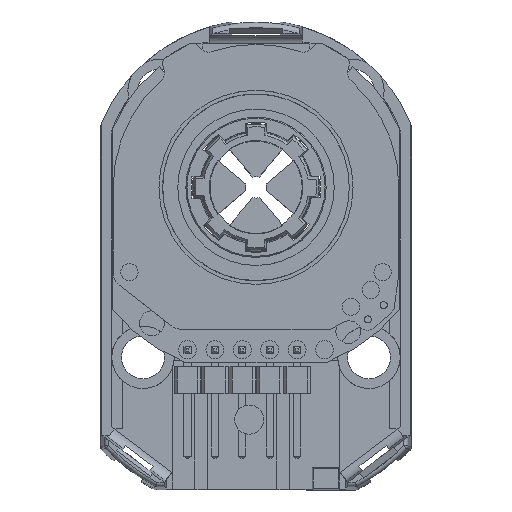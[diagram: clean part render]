
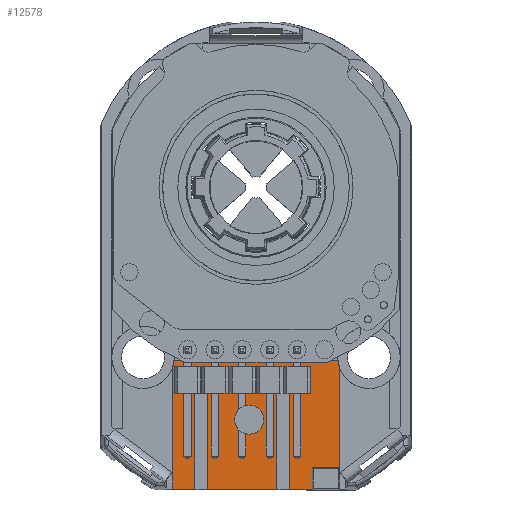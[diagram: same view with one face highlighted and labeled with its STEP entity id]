
A CAD part, top view. The second image highlights one B-rep face of the part: STEP entity #12578.
In plain terms, the highlighted face is planar.
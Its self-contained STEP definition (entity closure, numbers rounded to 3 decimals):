
#944 = ORIENTED_EDGE ( 'NONE', *, *, #16728, .F. ) ;
#1167 = EDGE_CURVE ( 'NONE', #20719, #19791, #11531, .T. ) ;
#1521 = DIRECTION ( 'NONE',  ( 1., 0., 0. ) ) ;
#1588 = VERTEX_POINT ( 'NONE', #8946 ) ;
#1601 = ORIENTED_EDGE ( 'NONE', *, *, #44320, .F. ) ;
#1623 = EDGE_CURVE ( 'NONE', #8578, #2512, #4721, .T. ) ;
#1825 = VERTEX_POINT ( 'NONE', #37684 ) ;
#1853 = EDGE_CURVE ( 'NONE', #47661, #20719, #40917, .T. ) ;
#2178 = DIRECTION ( 'NONE',  ( 0., 1., 0. ) ) ;
#2512 = VERTEX_POINT ( 'NONE', #26553 ) ;
#2710 = CARTESIAN_POINT ( 'NONE',  ( 10.477, -15.748, 1.91 ) ) ;
#2731 = EDGE_CURVE ( 'NONE', #17844, #8578, #29230, .T. ) ;
#2822 = VERTEX_POINT ( 'NONE', #10910 ) ;
#3463 = EDGE_CURVE ( 'NONE', #6344, #2822, #15871, .T. ) ;
#4151 = EDGE_LOOP ( 'NONE', ( #16795, #26160, #37494, #1601, #25364, #27603, #37086, #944, #13665, #30642, #16915, #44298, #44024, #17439, #9106, #15768 ) ) ;
#4721 = LINE ( 'NONE', #24062, #24474 ) ;
#5068 = CARTESIAN_POINT ( 'NONE',  ( 0., -27.982, 1.91 ) ) ;
#5315 = LINE ( 'NONE', #5068, #35906 ) ;
#5401 = LINE ( 'NONE', #16788, #24560 ) ;
#6344 = VERTEX_POINT ( 'NONE', #25315 ) ;
#7052 = DIRECTION ( 'NONE',  ( 0., -1., 0. ) ) ;
#7265 = DIRECTION ( 'NONE',  ( 0., 1., 0. ) ) ;
#8072 = VECTOR ( 'NONE', #45215, 1000. ) ;
#8241 = VECTOR ( 'NONE', #43573, 1000. ) ;
#8578 = VERTEX_POINT ( 'NONE', #19530 ) ;
#8818 = CARTESIAN_POINT ( 'NONE',  ( -1.93, -27.982, 1.91 ) ) ;
#8946 = CARTESIAN_POINT ( 'NONE',  ( -7.72, -16.632, 1.91 ) ) ;
#9106 = ORIENTED_EDGE ( 'NONE', *, *, #43744, .F. ) ;
#9448 = DIRECTION ( 'NONE',  ( 0., 1., 0. ) ) ;
#9679 = DIRECTION ( 'NONE',  ( -1., 0., 0. ) ) ;
#9814 = LINE ( 'NONE', #39607, #8241 ) ;
#10170 = EDGE_CURVE ( 'NONE', #27435, #1825, #39766, .T. ) ;
#10604 = VECTOR ( 'NONE', #30131, 1000. ) ;
#10910 = CARTESIAN_POINT ( 'NONE',  ( 5.67, -27.982, 1.91 ) ) ;
#11182 = DIRECTION ( 'NONE',  ( -1., 0., 0. ) ) ;
#11531 = LINE ( 'NONE', #41286, #45524 ) ;
#12578 = ADVANCED_FACE ( 'NONE', ( #32722 ), #25277, .T. ) ;
#13665 = ORIENTED_EDGE ( 'NONE', *, *, #1623, .F. ) ;
#13757 = CARTESIAN_POINT ( 'NONE',  ( -5.2, -27.982, 1.91 ) ) ;
#14045 = LINE ( 'NONE', #26185, #10604 ) ;
#14183 = VERTEX_POINT ( 'NONE', #29529 ) ;
#14744 = CARTESIAN_POINT ( 'NONE',  ( -3.13, -27.982, 1.91 ) ) ;
#15768 = ORIENTED_EDGE ( 'NONE', *, *, #32072, .T. ) ;
#15871 = LINE ( 'NONE', #46226, #41135 ) ;
#15926 = VECTOR ( 'NONE', #9448, 1000. ) ;
#16462 = DIRECTION ( 'NONE',  ( -1., 0., 0. ) ) ;
#16728 = EDGE_CURVE ( 'NONE', #2512, #45092, #9814, .T. ) ;
#16788 = CARTESIAN_POINT ( 'NONE',  ( -7.72, -33.931, 1.91 ) ) ;
#16795 = ORIENTED_EDGE ( 'NONE', *, *, #10170, .F. ) ;
#16915 = ORIENTED_EDGE ( 'NONE', *, *, #20038, .T. ) ;
#17233 = EDGE_CURVE ( 'NONE', #27435, #6344, #27489, .T. ) ;
#17439 = ORIENTED_EDGE ( 'NONE', *, *, #32884, .T. ) ;
#17825 = CIRCLE ( 'NONE', #30489, 2.896 ) ;
#17844 = VERTEX_POINT ( 'NONE', #14744 ) ;
#18343 = LINE ( 'NONE', #33975, #37465 ) ;
#19216 = CARTESIAN_POINT ( 'NONE',  ( -5.2, -25.982, 1.91 ) ) ;
#19530 = CARTESIAN_POINT ( 'NONE',  ( -3.13, -19., 1.91 ) ) ;
#19791 = VERTEX_POINT ( 'NONE', #13757 ) ;
#20038 = EDGE_CURVE ( 'NONE', #17844, #19791, #18343, .T. ) ;
#20445 = DIRECTION ( 'NONE',  ( 0., -1., 0. ) ) ;
#20597 = DIRECTION ( 'NONE',  ( -1., 0., 0. ) ) ;
#20719 = VERTEX_POINT ( 'NONE', #19216 ) ;
#20865 = VERTEX_POINT ( 'NONE', #48523 ) ;
#21074 = DIRECTION ( 'NONE',  ( -1., 0., 0. ) ) ;
#23063 = CARTESIAN_POINT ( 'NONE',  ( -7.593, -16., 1.91 ) ) ;
#23771 = CARTESIAN_POINT ( 'NONE',  ( -7.72, -25.982, 1.91 ) ) ;
#24062 = CARTESIAN_POINT ( 'NONE',  ( -3.13, -19., 1.91 ) ) ;
#24474 = VECTOR ( 'NONE', #1521, 1000. ) ;
#24560 = VECTOR ( 'NONE', #2178, 1000. ) ;
#24837 = CARTESIAN_POINT ( 'NONE',  ( 7.72, -16.632, 1.91 ) ) ;
#25277 = PLANE ( 'NONE',  #39631 ) ;
#25315 = CARTESIAN_POINT ( 'NONE',  ( 7.72, -27.982, 1.91 ) ) ;
#25364 = ORIENTED_EDGE ( 'NONE', *, *, #30666, .F. ) ;
#26160 = ORIENTED_EDGE ( 'NONE', *, *, #17233, .T. ) ;
#26185 = CARTESIAN_POINT ( 'NONE',  ( -7.72, -16., 1.91 ) ) ;
#26248 = DIRECTION ( 'NONE',  ( 1., 0., 0. ) ) ;
#26553 = CARTESIAN_POINT ( 'NONE',  ( -1.93, -19., 1.91 ) ) ;
#27435 = VERTEX_POINT ( 'NONE', #24837 ) ;
#27489 = LINE ( 'NONE', #46912, #28864 ) ;
#27603 = ORIENTED_EDGE ( 'NONE', *, *, #29430, .F. ) ;
#28481 = DIRECTION ( 'NONE',  ( -1., 0., 0. ) ) ;
#28726 = DIRECTION ( 'NONE',  ( 0., 0., -1. ) ) ;
#28864 = VECTOR ( 'NONE', #42663, 1000. ) ;
#29000 = VECTOR ( 'NONE', #20445, 1000. ) ;
#29031 = CARTESIAN_POINT ( 'NONE',  ( 5.67, -19., 1.91 ) ) ;
#29230 = LINE ( 'NONE', #43681, #15926 ) ;
#29430 = EDGE_CURVE ( 'NONE', #14183, #20865, #33289, .T. ) ;
#29484 = CARTESIAN_POINT ( 'NONE',  ( 0., -10.42, 1.91 ) ) ;
#29529 = CARTESIAN_POINT ( 'NONE',  ( 4.47, -27.982, 1.91 ) ) ;
#30131 = DIRECTION ( 'NONE',  ( 1., 0., 0. ) ) ;
#30217 = AXIS2_PLACEMENT_3D ( 'NONE', #2710, #47191, #9679 ) ;
#30489 = AXIS2_PLACEMENT_3D ( 'NONE', #40424, #28726, #28481 ) ;
#30642 = ORIENTED_EDGE ( 'NONE', *, *, #2731, .F. ) ;
#30666 = EDGE_CURVE ( 'NONE', #20865, #44995, #34000, .T. ) ;
#31642 = VERTEX_POINT ( 'NONE', #23063 ) ;
#32072 = EDGE_CURVE ( 'NONE', #31642, #1825, #14045, .T. ) ;
#32722 = FACE_OUTER_BOUND ( 'NONE', #4151, .T. ) ;
#32884 = EDGE_CURVE ( 'NONE', #47661, #1588, #5401, .T. ) ;
#32898 = CARTESIAN_POINT ( 'NONE',  ( 5.67, -19., 1.91 ) ) ;
#33289 = LINE ( 'NONE', #48512, #42732 ) ;
#33704 = CARTESIAN_POINT ( 'NONE',  ( -7.72, -25.982, 1.91 ) ) ;
#33975 = CARTESIAN_POINT ( 'NONE',  ( 0., -27.982, 1.91 ) ) ;
#34000 = LINE ( 'NONE', #45465, #8072 ) ;
#35774 = EDGE_CURVE ( 'NONE', #14183, #45092, #5315, .T. ) ;
#35906 = VECTOR ( 'NONE', #16462, 1000. ) ;
#37086 = ORIENTED_EDGE ( 'NONE', *, *, #35774, .T. ) ;
#37465 = VECTOR ( 'NONE', #11182, 1000. ) ;
#37494 = ORIENTED_EDGE ( 'NONE', *, *, #3463, .T. ) ;
#37684 = CARTESIAN_POINT ( 'NONE',  ( 7.593, -16., 1.91 ) ) ;
#39607 = CARTESIAN_POINT ( 'NONE',  ( -1.93, -19., 1.91 ) ) ;
#39631 = AXIS2_PLACEMENT_3D ( 'NONE', #29484, #40446, #21074 ) ;
#39766 = CIRCLE ( 'NONE', #30217, 2.896 ) ;
#40424 = CARTESIAN_POINT ( 'NONE',  ( -10.478, -15.748, 1.91 ) ) ;
#40446 = DIRECTION ( 'NONE',  ( 0., 0., -1. ) ) ;
#40917 = LINE ( 'NONE', #33704, #41176 ) ;
#41135 = VECTOR ( 'NONE', #20597, 1000. ) ;
#41176 = VECTOR ( 'NONE', #26248, 1000. ) ;
#41286 = CARTESIAN_POINT ( 'NONE',  ( -5.2, -27.982, 1.91 ) ) ;
#42663 = DIRECTION ( 'NONE',  ( 0., -1., 0. ) ) ;
#42732 = VECTOR ( 'NONE', #7265, 1000. ) ;
#43070 = LINE ( 'NONE', #29031, #29000 ) ;
#43573 = DIRECTION ( 'NONE',  ( 0., -1., 0. ) ) ;
#43681 = CARTESIAN_POINT ( 'NONE',  ( -3.13, -10.42, 1.91 ) ) ;
#43744 = EDGE_CURVE ( 'NONE', #31642, #1588, #17825, .T. ) ;
#44024 = ORIENTED_EDGE ( 'NONE', *, *, #1853, .F. ) ;
#44298 = ORIENTED_EDGE ( 'NONE', *, *, #1167, .F. ) ;
#44320 = EDGE_CURVE ( 'NONE', #44995, #2822, #43070, .T. ) ;
#44995 = VERTEX_POINT ( 'NONE', #32898 ) ;
#45092 = VERTEX_POINT ( 'NONE', #8818 ) ;
#45215 = DIRECTION ( 'NONE',  ( 1., 0., 0. ) ) ;
#45465 = CARTESIAN_POINT ( 'NONE',  ( 5.67, -19., 1.91 ) ) ;
#45524 = VECTOR ( 'NONE', #7052, 1000. ) ;
#46226 = CARTESIAN_POINT ( 'NONE',  ( 0., -27.982, 1.91 ) ) ;
#46912 = CARTESIAN_POINT ( 'NONE',  ( 7.72, -33.931, 1.91 ) ) ;
#47191 = DIRECTION ( 'NONE',  ( 0., 0., -1. ) ) ;
#47661 = VERTEX_POINT ( 'NONE', #23771 ) ;
#48512 = CARTESIAN_POINT ( 'NONE',  ( 4.47, -10.42, 1.91 ) ) ;
#48523 = CARTESIAN_POINT ( 'NONE',  ( 4.47, -19., 1.91 ) ) ;
